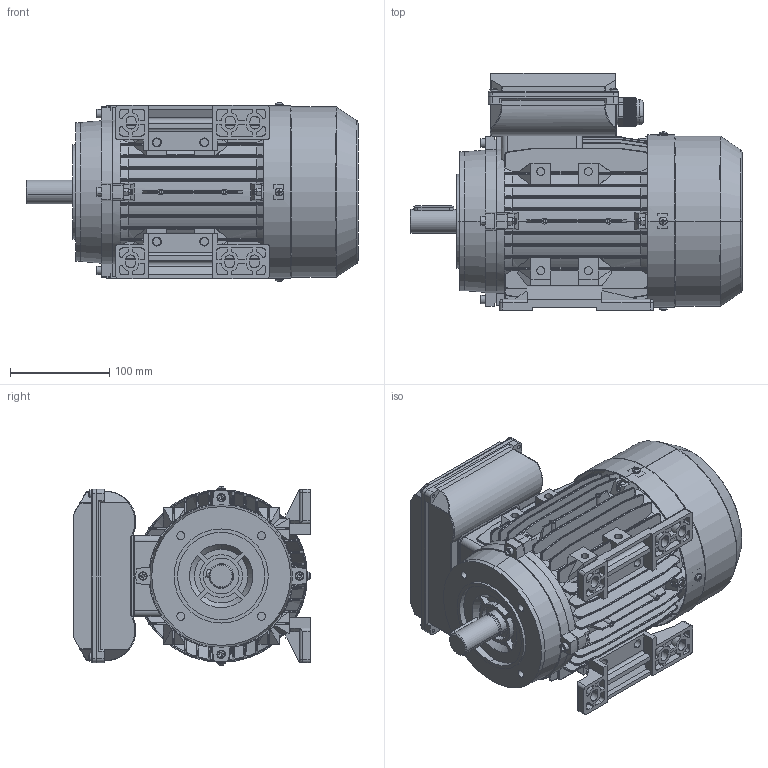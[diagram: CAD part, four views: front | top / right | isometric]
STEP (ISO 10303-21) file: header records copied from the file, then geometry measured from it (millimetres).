
FILE_DESCRIPTION (( 'STEP AP203' ), '1' );
FILE_NAME ('ML90S B34.STEP', '2015-01-13T00:54:38', ( 'USER' ), ( 'MS' ), 'SwSTEP 2.0', 'SolidWorks 2008', '' );
FILE_SCHEMA (( 'CONFIG_CONTROL_DESIGN' ));
Products named in the file (15): 90M转轴_默认; 90M底脚右_默认; Hexagon socket head cap screws GB_GB_FASTENER_SCREWS_HSHCS M5X30-N; Hexagon nuts grade C GB_GB_FASTENER_NUT_SNC1 M5-N; ML80-ML90接线盒盖(铝)_默认; ML90S B34; 90M机壳_默认; 90后盖_默认; 90M底脚左_默认; 90风罩_默认; 风叶_默认; 80-100出线螺套_默认; ML80-ML90接线盒座(铝)_默认; Cross recessed thread forming screws GB_GB_CROSS_SCREWS_TYPE138 M4X10-N; 90B14前盖_默认
Assembly tree (35 placements, depth 2):
  ML90S B34
    Cross recessed thread forming screws GB_GB_CROSS_SCREWS_TYPE138 M4X10-N  x8
    Hexagon nuts grade C GB_GB_FASTENER_NUT_SNC1 M5-N  x8
    90M底脚左_默认
    风叶_默认
    80-100出线螺套_默认
    Hexagon socket head cap screws GB_GB_FASTENER_SCREWS_HSHCS M5X30-N  x8
    90M底脚右_默认
    90M转轴_默认
    ML80-ML90接线盒盖(铝)_默认
    ML80-ML90接线盒座(铝)_默认
    90后盖_默认
    90风罩_默认
    90M机壳_默认
    90B14前盖_默认
Bounding box: 335 x 239.12 x 180.24 mm (x, y, z)
Volume: 1397653.7 mm3; surface area: 860482.4 mm2
Topology: 35 solids, 35 shells, 3934 faces, 10226 edges, 6417 vertices
Faces by surface type: plane 2232, cylinder 1138, cone 203, sphere 128, bspline 120, torus 113
Entity records: 115419 total; most frequent: CARTESIAN_POINT 29056, ORIENTED_EDGE 18168, DIRECTION 16667, EDGE_CURVE 9084, VECTOR 5767, LINE 5767, VERTEX_POINT 5738, AXIS2_PLACEMENT_3D 5450
